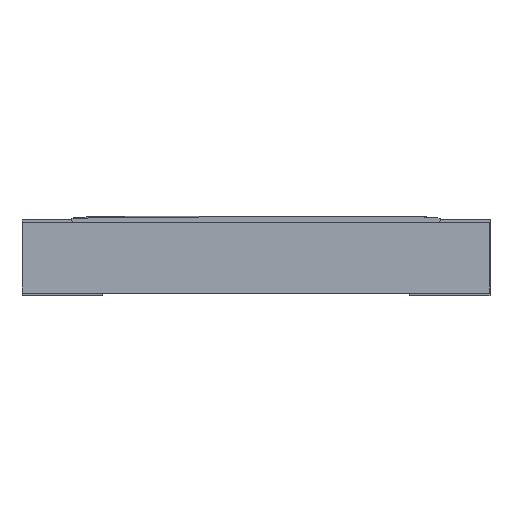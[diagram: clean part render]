
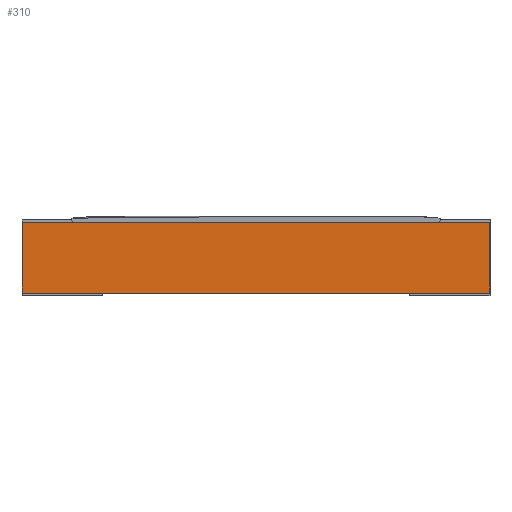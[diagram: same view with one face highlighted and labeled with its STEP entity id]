
A CAD part, left-side view. The second image highlights one B-rep face of the part: STEP entity #310.
In plain terms, the highlighted planar face has unit normal (-1, 0, 0).
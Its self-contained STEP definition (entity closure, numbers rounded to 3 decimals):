
#73=PLANE('',#2670);
#310=ADVANCED_FACE('',(#448),#73,.T.);
#448=FACE_OUTER_BOUND('',#590,.T.);
#590=EDGE_LOOP('',(#1273,#1274,#1275,#1276));
#1273=ORIENTED_EDGE('',*,*,#1755,.T.);
#1274=ORIENTED_EDGE('',*,*,#1750,.T.);
#1275=ORIENTED_EDGE('',*,*,#1756,.F.);
#1276=ORIENTED_EDGE('',*,*,#1754,.F.);
#1750=EDGE_CURVE('',#2487,#2490,#2170,.T.);
#1754=EDGE_CURVE('',#2493,#2494,#2174,.T.);
#1755=EDGE_CURVE('',#2493,#2487,#2175,.T.);
#1756=EDGE_CURVE('',#2494,#2490,#2176,.T.);
#2170=B_SPLINE_CURVE_WITH_KNOTS('',1,(#5720,#5721),.UNSPECIFIED.,.F.,.F.,
(2,2),(0.,0.482),.UNSPECIFIED.);
#2174=B_SPLINE_CURVE_WITH_KNOTS('',1,(#5728,#5729),.UNSPECIFIED.,.F.,.F.,
(2,2),(0.,0.482),.UNSPECIFIED.);
#2175=B_SPLINE_CURVE_WITH_KNOTS('',1,(#5730,#5731),.UNSPECIFIED.,.F.,.F.,
(2,2),(13.36,16.56),.UNSPECIFIED.);
#2176=B_SPLINE_CURVE_WITH_KNOTS('',1,(#5732,#5733),.UNSPECIFIED.,.F.,.F.,
(2,2),(13.36,16.56),.UNSPECIFIED.);
#2487=VERTEX_POINT('',#5678);
#2490=VERTEX_POINT('',#5681);
#2493=VERTEX_POINT('',#5684);
#2494=VERTEX_POINT('',#5685);
#2670=AXIS2_PLACEMENT_3D('',#5435,#2727,$);
#2727=DIRECTION('',(-1.,0.,0.));
#5435=CARTESIAN_POINT('',(-2.54,1.6,0.028));
#5678=CARTESIAN_POINT('',(-2.54,-1.6,0.028));
#5681=CARTESIAN_POINT('',(-2.54,-1.6,0.51));
#5684=CARTESIAN_POINT('',(-2.54,1.6,0.028));
#5685=CARTESIAN_POINT('',(-2.54,1.6,0.51));
#5720=CARTESIAN_POINT('',(-2.54,-1.6,0.028));
#5721=CARTESIAN_POINT('',(-2.54,-1.6,0.51));
#5728=CARTESIAN_POINT('',(-2.54,1.6,0.028));
#5729=CARTESIAN_POINT('',(-2.54,1.6,0.51));
#5730=CARTESIAN_POINT('',(-2.54,1.6,0.028));
#5731=CARTESIAN_POINT('',(-2.54,-1.6,0.028));
#5732=CARTESIAN_POINT('',(-2.54,1.6,0.51));
#5733=CARTESIAN_POINT('',(-2.54,-1.6,0.51));
